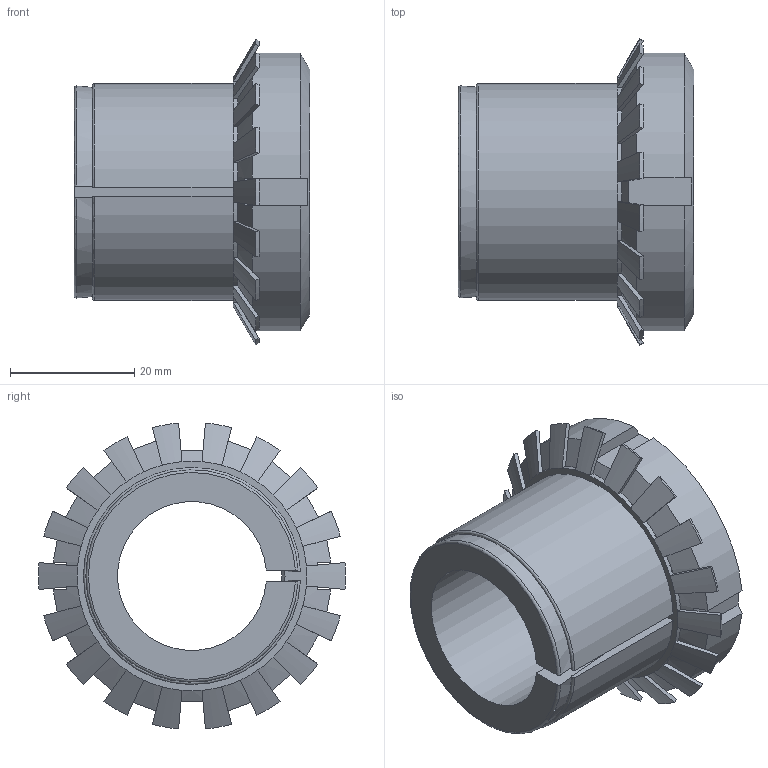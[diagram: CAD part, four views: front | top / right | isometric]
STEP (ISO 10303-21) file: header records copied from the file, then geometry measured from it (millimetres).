
FILE_DESCRIPTION(/* description */ ('STEP AP214'),/* implementation_level */ '2;1');
FILE_NAME(/* name */ 'KLFF024',/* time_stamp */ '2024-05-24T14:54:57+02:00',/* author */ ('License CC BY-ND 4.0'),/* organization */ ('CADENAS'),/* preprocessor_version */ 'ST-DEVELOPER v19.3',/* originating_system */ 'PARTsolutions',/* authorisation */ ' ');
FILE_SCHEMA (('AUTOMOTIVE_DESIGN {1 0 10303 214 3 1 1}'));
Length unit declared in the file: millimetre
Products named in the file (6): KLFF024; KLFF024_threaded; KLFF024_threaded_ring; KLFF024_nothread_ring; KLFF024_outer_ring_klff; KLFF024_plate
Assembly tree (5 placements, depth 2):
  KLFF024
    KLFF024_threaded
    KLFF024_threaded_ring
    KLFF024_nothread_ring
    KLFF024_outer_ring_klff
    KLFF024_plate
Bounding box: 38 x 49.48 x 49.31 mm (x, y, z)
Volume: 25651.5 mm3; surface area: 18663 mm2
Topology: 4 solids, 4 shells, 133 faces, 338 edges, 214 vertices
Faces by surface type: plane 59, cone 44, cylinder 28, torus 2
Full cylindrical faces by diameter (mm): 28.917 x1, 30 x1
Entity records: 4118 total; most frequent: CARTESIAN_POINT 780, DIRECTION 690, ORIENTED_EDGE 654, EDGE_CURVE 327, AXIS2_PLACEMENT_3D 258, VERTEX_POINT 209, LINE 174, VECTOR 174
